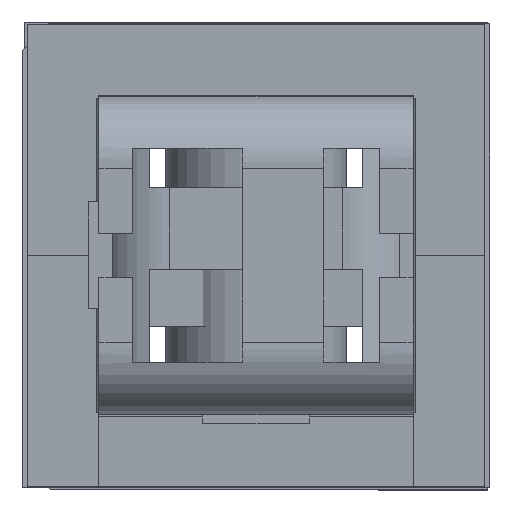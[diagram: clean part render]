
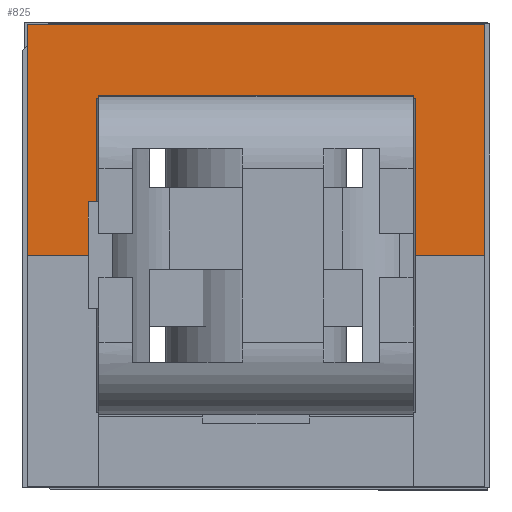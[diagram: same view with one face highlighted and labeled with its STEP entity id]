
A CAD part, top view. The second image highlights one B-rep face of the part: STEP entity #825.
In plain terms, the highlighted face is planar.
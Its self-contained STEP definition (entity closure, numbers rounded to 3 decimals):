
#825 = ADVANCED_FACE( '', ( #1711 ), #1712, .T. );
#1711 = FACE_OUTER_BOUND( '', #2629, .T. );
#1712 = PLANE( '', #2630 );
#2629 = EDGE_LOOP( '', ( #5032, #5033, #5034, #5035, #5036, #5037, #5038, #5039 ) );
#2630 = AXIS2_PLACEMENT_3D( '', #5040, #5041, #5042 );
#5032 = ORIENTED_EDGE( '', *, *, #5706, .T. );
#5033 = ORIENTED_EDGE( '', *, *, #6148, .T. );
#5034 = ORIENTED_EDGE( '', *, *, #6376, .T. );
#5035 = ORIENTED_EDGE( '', *, *, #6358, .T. );
#5036 = ORIENTED_EDGE( '', *, *, #5830, .F. );
#5037 = ORIENTED_EDGE( '', *, *, #6200, .F. );
#5038 = ORIENTED_EDGE( '', *, *, #5611, .T. );
#5039 = ORIENTED_EDGE( '', *, *, #5993, .T. );
#5040 = CARTESIAN_POINT( '', ( 17.1, -17.3, -5.44 ) );
#5041 = DIRECTION( '', ( 0., 0., -1. ) );
#5042 = DIRECTION( '', ( -1., 0., 0. ) );
#5611 = EDGE_CURVE( '', #6809, #6806, #6810, .T. );
#5706 = EDGE_CURVE( '', #6961, #6966, #6968, .T. );
#5830 = EDGE_CURVE( '', #7165, #7167, #7168, .T. );
#5993 = EDGE_CURVE( '', #6806, #6961, #7418, .T. );
#6148 = EDGE_CURVE( '', #6966, #7624, #7626, .F. );
#6200 = EDGE_CURVE( '', #6809, #7165, #7695, .T. );
#6358 = EDGE_CURVE( '', #7887, #7167, #7888, .T. );
#6376 = EDGE_CURVE( '', #7624, #7887, #7906, .T. );
#6806 = VERTEX_POINT( '', #8479 );
#6809 = VERTEX_POINT( '', #8482 );
#6810 = LINE( '', #8483, #8484 );
#6961 = VERTEX_POINT( '', #8691 );
#6966 = VERTEX_POINT( '', #8697 );
#6968 = LINE( '', #8699, #8700 );
#7165 = VERTEX_POINT( '', #8972 );
#7167 = VERTEX_POINT( '', #8975 );
#7168 = LINE( '', #8976, #8977 );
#7418 = LINE( '', #9338, #9339 );
#7624 = VERTEX_POINT( '', #9641 );
#7626 = LINE( '', #9643, #9644 );
#7695 = LINE( '', #9737, #9738 );
#7887 = VERTEX_POINT( '', #10016 );
#7888 = LINE( '', #10017, #10018 );
#7906 = LINE( '', #10041, #10042 );
#8479 = CARTESIAN_POINT( '', ( 11.807, -17.3, -5.44 ) );
#8482 = CARTESIAN_POINT( '', ( 17.1, -17.3, -5.44 ) );
#8483 = CARTESIAN_POINT( '', ( 17.1, -17.3, -5.44 ) );
#8484 = VECTOR( '', #10362, 1000. );
#8691 = CARTESIAN_POINT( '', ( 11.807, -5.3, -5.44 ) );
#8697 = CARTESIAN_POINT( '', ( -11.807, -5.3, -5.44 ) );
#8699 = CARTESIAN_POINT( '', ( 17.1, -5.3, -5.44 ) );
#8700 = VECTOR( '', #10474, 1000. );
#8972 = CARTESIAN_POINT( '', ( 17.1, 0., -5.44 ) );
#8975 = CARTESIAN_POINT( '', ( -17.1, 0., -5.44 ) );
#8976 = CARTESIAN_POINT( '', ( 17.1, 0., -5.44 ) );
#8977 = VECTOR( '', #10611, 1000. );
#9338 = CARTESIAN_POINT( '', ( 11.807, -51.613, -5.44 ) );
#9339 = VECTOR( '', #10765, 1000. );
#9641 = CARTESIAN_POINT( '', ( -11.807, -17.3, -5.44 ) );
#9643 = CARTESIAN_POINT( '', ( -11.807, -51.613, -5.44 ) );
#9644 = VECTOR( '', #10916, 1000. );
#9737 = CARTESIAN_POINT( '', ( 17.1, -17.3, -5.44 ) );
#9738 = VECTOR( '', #10968, 1000. );
#10016 = CARTESIAN_POINT( '', ( -17.1, -17.3, -5.44 ) );
#10017 = CARTESIAN_POINT( '', ( -17.1, -17.3, -5.44 ) );
#10018 = VECTOR( '', #11094, 1000. );
#10041 = CARTESIAN_POINT( '', ( 17.1, -17.3, -5.44 ) );
#10042 = VECTOR( '', #11103, 1000. );
#10362 = DIRECTION( '', ( -1., 0., 0. ) );
#10474 = DIRECTION( '', ( -1., 0., 0. ) );
#10611 = DIRECTION( '', ( -1., 0., 0. ) );
#10765 = DIRECTION( '', ( 0., 1., 0. ) );
#10916 = DIRECTION( '', ( 0., 1., 0. ) );
#10968 = DIRECTION( '', ( 0., 1., 0. ) );
#11094 = DIRECTION( '', ( 0., 1., 0. ) );
#11103 = DIRECTION( '', ( -1., 0., 0. ) );
